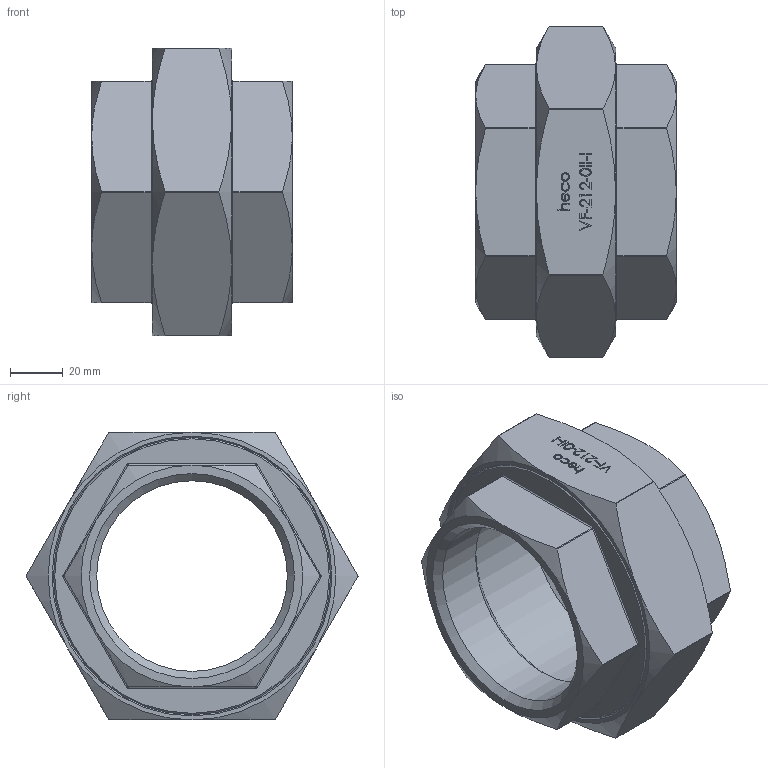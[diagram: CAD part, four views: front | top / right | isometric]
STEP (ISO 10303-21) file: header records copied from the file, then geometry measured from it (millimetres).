
FILE_DESCRIPTION (( 'STEP AP214' ), '1' );
FILE_NAME ('heco_VF-212-0II-I.STEP', '2016-07-07T11:27:14', ( '' ), ( '' ), 'SwSTEP 2.0', 'SolidWorks 2011', '' );
FILE_SCHEMA (( 'AUTOMOTIVE_DESIGN' ));
Length unit declared in the file: millimetre
Products named in the file (1): heco_VF-212-0II-I
Bounding box: 76 x 125.77 x 109.05 mm (x, y, z)
Volume: 250355.1 mm3; surface area: 53665.4 mm2
Topology: 1 solids, 1 shells, 251 faces, 621 edges, 385 vertices
Faces by surface type: plane 117, bspline 68, cylinder 36, cone 30
Full cylindrical faces by diameter (mm): 72.226 x2, 78 x1, 103 x1, 104.4 x1, 105 x1
Entity records: 12200 total; most frequent: CARTESIAN_POINT 5430, ORIENTED_EDGE 1186, DIRECTION 782, EDGE_CURVE 593, VERTEX_POINT 381, LINE 332, VECTOR 332, EDGE_LOOP 290
